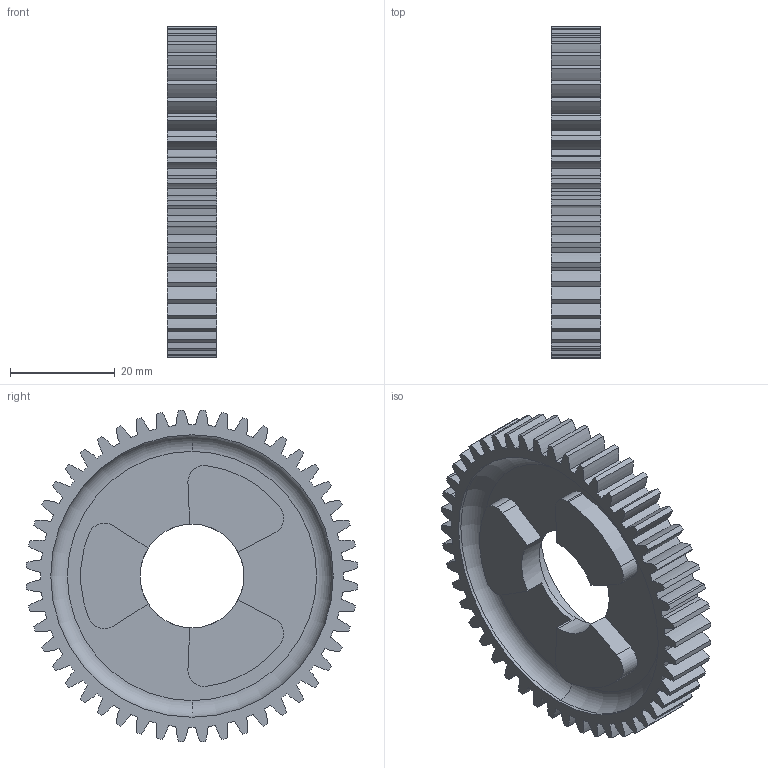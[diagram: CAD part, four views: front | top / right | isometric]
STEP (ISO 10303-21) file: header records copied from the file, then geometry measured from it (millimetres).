
FILE_DESCRIPTION (( 'STEP AP203' ), '1' );
FILE_NAME ('48.DOG.AM.STEP', '2014-06-22T04:22:45', ( '' ), ( '' ), 'SwSTEP 2.0', 'SolidWorks 2013', '' );
FILE_SCHEMA (( 'CONFIG_CONTROL_DESIGN' ));
Length unit declared in the file: inch
Products named in the file (1): 48.DOG.AM
Bounding box: 9.53 x 63.42 x 63.42 mm (x, y, z)
Volume: 17926.3 mm3; surface area: 10444.7 mm2
Topology: 1 solids, 1 shells, 229 faces, 673 edges, 448 vertices
Faces by surface type: cylinder 214, plane 13, torus 2
Entity records: 7972 total; most frequent: DIRECTION 1571, CARTESIAN_POINT 1351, ORIENTED_EDGE 1346, EDGE_CURVE 673, AXIS2_PLACEMENT_3D 668, VERTEX_POINT 448, CIRCLE 438, LINE 235
